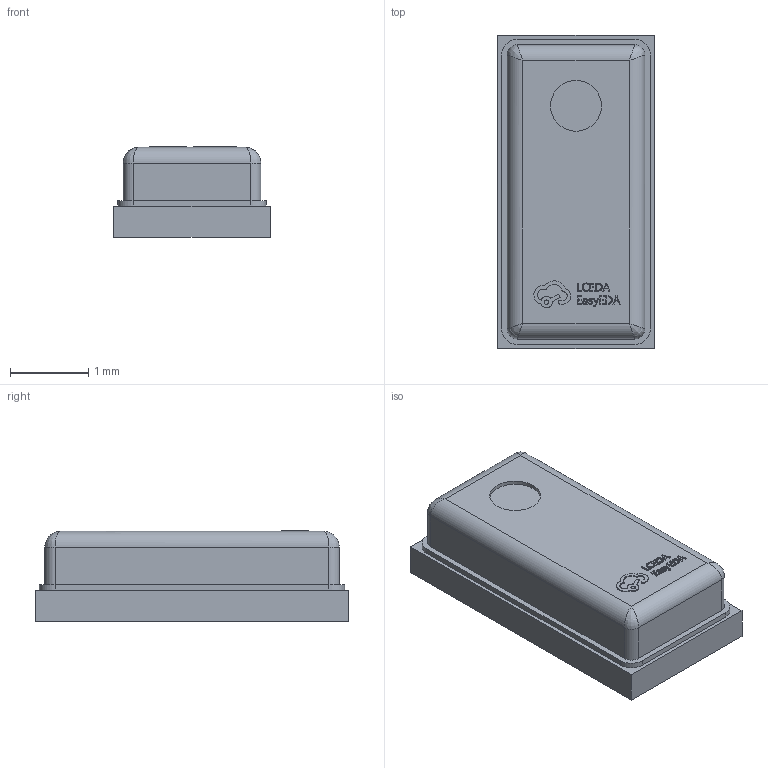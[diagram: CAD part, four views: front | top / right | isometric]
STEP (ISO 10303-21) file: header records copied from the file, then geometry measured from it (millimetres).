
FILE_DESCRIPTION (( 'STEP AP214' ), '1' );
FILE_NAME ('MIC-SMD_6P-L4.0-W2.0_LMD4020T261-OC3.STEP', '2024-10-20T08:53:01', ( 'User' ), ( 'China' ), 'SwSTEP 2.0', 'SolidWorks 2020', '' );
FILE_SCHEMA (( 'AUTOMOTIVE_DESIGN' ));
Length unit declared in the file: millimetre
Products named in the file (1): MIC-SMD_6P-L4.0-W2.0_LMD4020T261-OC3
Bounding box: 2 x 4 x 1.16 mm (x, y, z)
Volume: 8.1 mm3; surface area: 28.2 mm2
Topology: 1 solids, 1 shells, 290 faces, 772 edges, 508 vertices
Faces by surface type: plane 172, bspline 102, cylinder 16
Entity records: 12712 total; most frequent: CARTESIAN_POINT 2989, ORIENTED_EDGE 1536, DIRECTION 962, EDGE_CURVE 768, VECTOR 536, LINE 536, VERTEX_POINT 508, EDGE_LOOP 318
